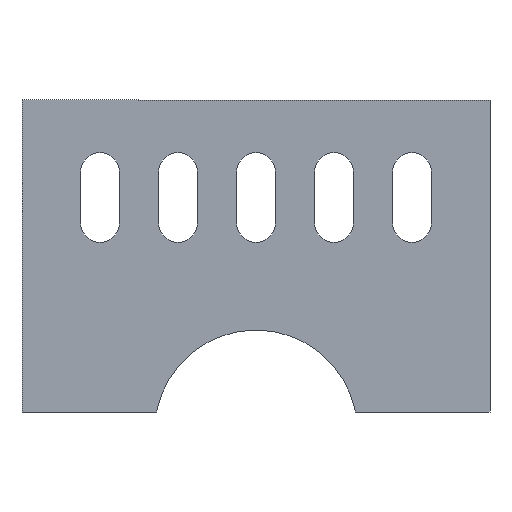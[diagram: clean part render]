
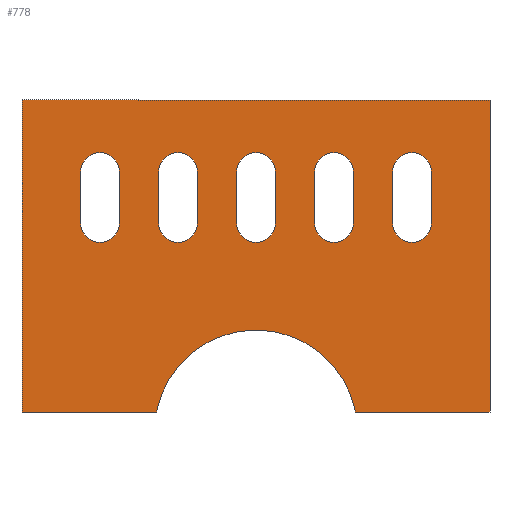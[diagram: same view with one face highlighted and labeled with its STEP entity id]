
A CAD part, front view. The second image highlights one B-rep face of the part: STEP entity #778.
In plain terms, the highlighted planar face has unit normal (0, -1, 0).
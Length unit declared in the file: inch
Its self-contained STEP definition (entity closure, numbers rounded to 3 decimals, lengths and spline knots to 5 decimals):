
#46=FACE_BOUND('',#176,.T.);
#47=FACE_BOUND('',#177,.T.);
#48=FACE_BOUND('',#178,.T.);
#49=FACE_BOUND('',#179,.T.);
#50=FACE_BOUND('',#180,.T.);
#76=CIRCLE('',#836,0.65);
#77=CIRCLE('',#841,0.125);
#78=CIRCLE('',#844,0.125);
#79=CIRCLE('',#847,0.125);
#80=CIRCLE('',#850,0.125);
#81=CIRCLE('',#853,0.125);
#82=CIRCLE('',#856,0.125);
#83=CIRCLE('',#859,0.125);
#84=CIRCLE('',#862,0.125);
#85=CIRCLE('',#865,0.125);
#86=CIRCLE('',#868,0.125);
#124=FACE_OUTER_BOUND('',#175,.T.);
#175=EDGE_LOOP('',(#695,#696,#697,#698,#699,#700));
#176=EDGE_LOOP('',(#701,#702,#703,#704));
#177=EDGE_LOOP('',(#705,#706,#707,#708));
#178=EDGE_LOOP('',(#709,#710,#711,#712));
#179=EDGE_LOOP('',(#713,#714,#715,#716));
#180=EDGE_LOOP('',(#717,#718,#719,#720));
#182=LINE('',#1101,#254);
#188=LINE('',#1117,#260);
#218=LINE('',#1226,#290);
#222=LINE('',#1235,#294);
#224=LINE('',#1242,#296);
#228=LINE('',#1251,#300);
#230=LINE('',#1258,#302);
#234=LINE('',#1267,#306);
#236=LINE('',#1274,#308);
#240=LINE('',#1283,#312);
#242=LINE('',#1290,#314);
#246=LINE('',#1299,#318);
#248=LINE('',#1306,#320);
#251=LINE('',#1310,#323);
#252=LINE('',#1312,#324);
#254=VECTOR('',#878,0.3937);
#260=VECTOR('',#890,0.3937);
#290=VECTOR('',#994,0.3937);
#294=VECTOR('',#1004,0.3937);
#296=VECTOR('',#1012,0.3937);
#300=VECTOR('',#1022,0.3937);
#302=VECTOR('',#1030,0.3937);
#306=VECTOR('',#1040,0.3937);
#308=VECTOR('',#1048,0.3937);
#312=VECTOR('',#1058,0.3937);
#314=VECTOR('',#1066,0.3937);
#318=VECTOR('',#1076,0.3937);
#320=VECTOR('',#1084,0.3937);
#323=VECTOR('',#1089,0.3937);
#324=VECTOR('',#1092,0.3937);
#326=VERTEX_POINT('',#1098);
#327=VERTEX_POINT('',#1100);
#331=VERTEX_POINT('',#1110);
#334=VERTEX_POINT('',#1115);
#375=VERTEX_POINT('',#1224);
#376=VERTEX_POINT('',#1225);
#377=VERTEX_POINT('',#1230);
#378=VERTEX_POINT('',#1234);
#379=VERTEX_POINT('',#1240);
#380=VERTEX_POINT('',#1241);
#381=VERTEX_POINT('',#1246);
#382=VERTEX_POINT('',#1250);
#383=VERTEX_POINT('',#1256);
#384=VERTEX_POINT('',#1257);
#385=VERTEX_POINT('',#1262);
#386=VERTEX_POINT('',#1266);
#387=VERTEX_POINT('',#1272);
#388=VERTEX_POINT('',#1273);
#389=VERTEX_POINT('',#1278);
#390=VERTEX_POINT('',#1282);
#391=VERTEX_POINT('',#1288);
#392=VERTEX_POINT('',#1289);
#393=VERTEX_POINT('',#1294);
#394=VERTEX_POINT('',#1298);
#395=VERTEX_POINT('',#1304);
#396=VERTEX_POINT('',#1305);
#398=EDGE_CURVE('',#326,#327,#182,.T.);
#406=EDGE_CURVE('',#334,#331,#188,.T.);
#455=EDGE_CURVE('',#326,#331,#76,.T.);
#460=EDGE_CURVE('',#375,#376,#218,.T.);
#463=EDGE_CURVE('',#377,#375,#77,.T.);
#465=EDGE_CURVE('',#378,#377,#222,.T.);
#467=EDGE_CURVE('',#376,#378,#78,.T.);
#468=EDGE_CURVE('',#379,#380,#224,.T.);
#471=EDGE_CURVE('',#381,#379,#79,.T.);
#473=EDGE_CURVE('',#382,#381,#228,.T.);
#475=EDGE_CURVE('',#380,#382,#80,.T.);
#476=EDGE_CURVE('',#383,#384,#230,.T.);
#479=EDGE_CURVE('',#385,#383,#81,.T.);
#481=EDGE_CURVE('',#386,#385,#234,.T.);
#483=EDGE_CURVE('',#384,#386,#82,.T.);
#484=EDGE_CURVE('',#387,#388,#236,.T.);
#487=EDGE_CURVE('',#389,#387,#83,.T.);
#489=EDGE_CURVE('',#390,#389,#240,.T.);
#491=EDGE_CURVE('',#388,#390,#84,.T.);
#492=EDGE_CURVE('',#391,#392,#242,.T.);
#495=EDGE_CURVE('',#393,#391,#85,.T.);
#497=EDGE_CURVE('',#394,#393,#246,.T.);
#499=EDGE_CURVE('',#392,#394,#86,.T.);
#500=EDGE_CURVE('',#395,#396,#248,.T.);
#503=EDGE_CURVE('',#327,#395,#251,.T.);
#504=EDGE_CURVE('',#396,#334,#252,.T.);
#695=ORIENTED_EDGE('',*,*,#455,.T.);
#696=ORIENTED_EDGE('',*,*,#406,.F.);
#697=ORIENTED_EDGE('',*,*,#504,.F.);
#698=ORIENTED_EDGE('',*,*,#500,.F.);
#699=ORIENTED_EDGE('',*,*,#503,.F.);
#700=ORIENTED_EDGE('',*,*,#398,.F.);
#701=ORIENTED_EDGE('',*,*,#499,.F.);
#702=ORIENTED_EDGE('',*,*,#492,.F.);
#703=ORIENTED_EDGE('',*,*,#495,.F.);
#704=ORIENTED_EDGE('',*,*,#497,.F.);
#705=ORIENTED_EDGE('',*,*,#491,.F.);
#706=ORIENTED_EDGE('',*,*,#484,.F.);
#707=ORIENTED_EDGE('',*,*,#487,.F.);
#708=ORIENTED_EDGE('',*,*,#489,.F.);
#709=ORIENTED_EDGE('',*,*,#483,.F.);
#710=ORIENTED_EDGE('',*,*,#476,.F.);
#711=ORIENTED_EDGE('',*,*,#479,.F.);
#712=ORIENTED_EDGE('',*,*,#481,.F.);
#713=ORIENTED_EDGE('',*,*,#475,.F.);
#714=ORIENTED_EDGE('',*,*,#468,.F.);
#715=ORIENTED_EDGE('',*,*,#471,.F.);
#716=ORIENTED_EDGE('',*,*,#473,.F.);
#717=ORIENTED_EDGE('',*,*,#467,.F.);
#718=ORIENTED_EDGE('',*,*,#460,.F.);
#719=ORIENTED_EDGE('',*,*,#463,.F.);
#720=ORIENTED_EDGE('',*,*,#465,.F.);
#740=PLANE('',#872);
#778=ADVANCED_FACE('',(#124,#46,#47,#48,#49,#50),#740,.F.);
#836=AXIS2_PLACEMENT_3D('',#1215,#982,#983);
#841=AXIS2_PLACEMENT_3D('',#1231,#999,#1000);
#844=AXIS2_PLACEMENT_3D('',#1238,#1008,#1009);
#847=AXIS2_PLACEMENT_3D('',#1247,#1017,#1018);
#850=AXIS2_PLACEMENT_3D('',#1254,#1026,#1027);
#853=AXIS2_PLACEMENT_3D('',#1263,#1035,#1036);
#856=AXIS2_PLACEMENT_3D('',#1270,#1044,#1045);
#859=AXIS2_PLACEMENT_3D('',#1279,#1053,#1054);
#862=AXIS2_PLACEMENT_3D('',#1286,#1062,#1063);
#865=AXIS2_PLACEMENT_3D('',#1295,#1071,#1072);
#868=AXIS2_PLACEMENT_3D('',#1302,#1080,#1081);
#872=AXIS2_PLACEMENT_3D('',#1313,#1093,#1094);
#878=DIRECTION('',(-1.,0.,0.));
#890=DIRECTION('',(-1.,0.,0.));
#982=DIRECTION('center_axis',(0.,1.,0.));
#983=DIRECTION('ref_axis',(1.,0.,0.));
#994=DIRECTION('',(0.,0.,1.));
#999=DIRECTION('center_axis',(0.,-1.,0.));
#1000=DIRECTION('ref_axis',(-1.,0.,0.));
#1004=DIRECTION('',(0.,0.,-1.));
#1008=DIRECTION('center_axis',(0.,-1.,0.));
#1009=DIRECTION('ref_axis',(1.,0.,0.));
#1012=DIRECTION('',(0.,0.,1.));
#1017=DIRECTION('center_axis',(0.,-1.,0.));
#1018=DIRECTION('ref_axis',(-1.,0.,0.));
#1022=DIRECTION('',(0.,0.,-1.));
#1026=DIRECTION('center_axis',(0.,-1.,0.));
#1027=DIRECTION('ref_axis',(1.,0.,0.));
#1030=DIRECTION('',(0.,0.,1.));
#1035=DIRECTION('center_axis',(0.,-1.,0.));
#1036=DIRECTION('ref_axis',(-1.,0.,0.));
#1040=DIRECTION('',(0.,0.,-1.));
#1044=DIRECTION('center_axis',(0.,-1.,0.));
#1045=DIRECTION('ref_axis',(1.,0.,0.));
#1048=DIRECTION('',(0.,0.,1.));
#1053=DIRECTION('center_axis',(0.,-1.,0.));
#1054=DIRECTION('ref_axis',(-1.,0.,0.));
#1058=DIRECTION('',(0.,0.,-1.));
#1062=DIRECTION('center_axis',(0.,-1.,0.));
#1063=DIRECTION('ref_axis',(1.,0.,0.));
#1066=DIRECTION('',(0.,0.,-1.));
#1071=DIRECTION('center_axis',(0.,-1.,0.));
#1072=DIRECTION('ref_axis',(1.,0.,0.));
#1076=DIRECTION('',(0.,0.,1.));
#1080=DIRECTION('center_axis',(0.,-1.,0.));
#1081=DIRECTION('ref_axis',(-1.,0.,0.));
#1084=DIRECTION('',(1.,0.,0.));
#1089=DIRECTION('',(0.,0.,1.));
#1092=DIRECTION('',(0.,0.,-1.));
#1093=DIRECTION('center_axis',(0.,1.,0.));
#1094=DIRECTION('ref_axis',(0.,0.,1.));
#1098=CARTESIAN_POINT('',(0.86213,0.,-2.));
#1100=CARTESIAN_POINT('',(0.,0.,-2.));
#1101=CARTESIAN_POINT('',(3.,0.,-2.));
#1110=CARTESIAN_POINT('',(2.13787,0.,-2.));
#1115=CARTESIAN_POINT('',(3.,0.,-2.));
#1117=CARTESIAN_POINT('',(3.,0.,-2.));
#1215=CARTESIAN_POINT('Origin',(1.5,0.,-2.125));
#1224=CARTESIAN_POINT('',(0.625,0.,-0.7875));
#1225=CARTESIAN_POINT('',(0.625,0.,-0.4625));
#1226=CARTESIAN_POINT('',(0.625,0.,-0.7875));
#1230=CARTESIAN_POINT('',(0.375,0.,-0.7875));
#1231=CARTESIAN_POINT('Origin',(0.5,0.,-0.7875));
#1234=CARTESIAN_POINT('',(0.375,0.,-0.4625));
#1235=CARTESIAN_POINT('',(0.375,0.,-0.4625));
#1238=CARTESIAN_POINT('Origin',(0.5,0.,-0.4625));
#1240=CARTESIAN_POINT('',(1.625,0.,-0.7875));
#1241=CARTESIAN_POINT('',(1.625,0.,-0.4625));
#1242=CARTESIAN_POINT('',(1.625,0.,-0.7875));
#1246=CARTESIAN_POINT('',(1.375,0.,-0.7875));
#1247=CARTESIAN_POINT('Origin',(1.5,0.,-0.7875));
#1250=CARTESIAN_POINT('',(1.375,0.,-0.4625));
#1251=CARTESIAN_POINT('',(1.375,0.,-0.4625));
#1254=CARTESIAN_POINT('Origin',(1.5,0.,-0.4625));
#1256=CARTESIAN_POINT('',(2.125,0.,-0.7875));
#1257=CARTESIAN_POINT('',(2.125,0.,-0.4625));
#1258=CARTESIAN_POINT('',(2.125,0.,-0.7875));
#1262=CARTESIAN_POINT('',(1.875,0.,-0.7875));
#1263=CARTESIAN_POINT('Origin',(2.,0.,-0.7875));
#1266=CARTESIAN_POINT('',(1.875,0.,-0.4625));
#1267=CARTESIAN_POINT('',(1.875,0.,-0.4625));
#1270=CARTESIAN_POINT('Origin',(2.,0.,-0.4625));
#1272=CARTESIAN_POINT('',(2.625,0.,-0.7875));
#1273=CARTESIAN_POINT('',(2.625,0.,-0.4625));
#1274=CARTESIAN_POINT('',(2.625,0.,-0.7875));
#1278=CARTESIAN_POINT('',(2.375,0.,-0.7875));
#1279=CARTESIAN_POINT('Origin',(2.5,0.,-0.7875));
#1282=CARTESIAN_POINT('',(2.375,0.,-0.4625));
#1283=CARTESIAN_POINT('',(2.375,0.,-0.4625));
#1286=CARTESIAN_POINT('Origin',(2.5,0.,-0.4625));
#1288=CARTESIAN_POINT('',(0.875,0.,-0.4625));
#1289=CARTESIAN_POINT('',(0.875,0.,-0.7875));
#1290=CARTESIAN_POINT('',(0.875,0.,-0.4625));
#1294=CARTESIAN_POINT('',(1.125,0.,-0.4625));
#1295=CARTESIAN_POINT('Origin',(1.,0.,-0.4625));
#1298=CARTESIAN_POINT('',(1.125,0.,-0.7875));
#1299=CARTESIAN_POINT('',(1.125,0.,-0.7875));
#1302=CARTESIAN_POINT('Origin',(1.,0.,-0.7875));
#1304=CARTESIAN_POINT('',(0.,0.,0.));
#1305=CARTESIAN_POINT('',(3.,0.,0.));
#1306=CARTESIAN_POINT('',(0.,0.,0.));
#1310=CARTESIAN_POINT('',(0.,0.,-2.));
#1312=CARTESIAN_POINT('',(3.,0.,0.));
#1313=CARTESIAN_POINT('Origin',(1.5,0.,-1.));
